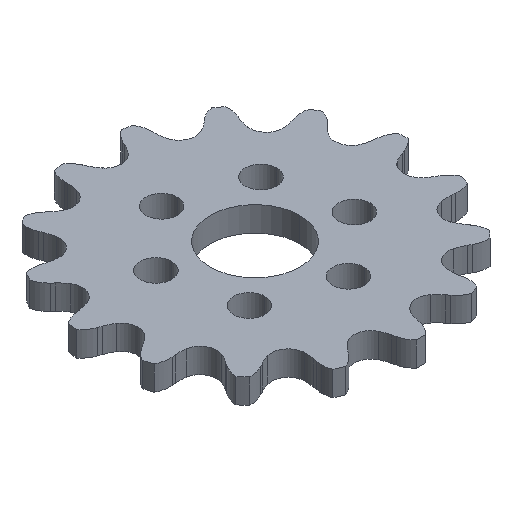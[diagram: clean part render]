
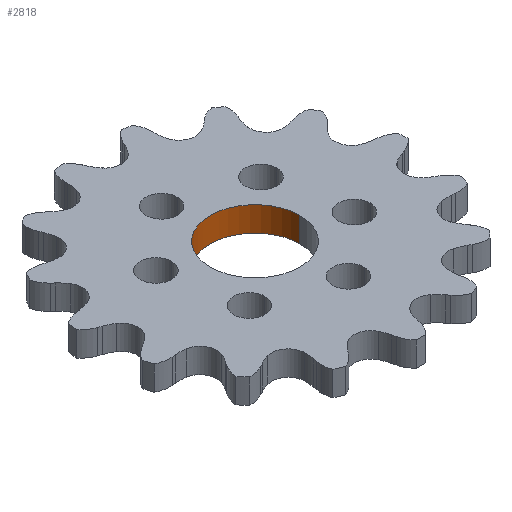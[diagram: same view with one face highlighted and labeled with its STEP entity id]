
A CAD part, isometric view. The second image highlights one B-rep face of the part: STEP entity #2818.
In plain terms, the highlighted cylindrical face has radius 4.55 mm (diameter 9.1 mm), a partial arc.
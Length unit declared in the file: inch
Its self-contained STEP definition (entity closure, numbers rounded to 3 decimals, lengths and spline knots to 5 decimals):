
#51 = EDGE_CURVE ( 'NONE', #4195, #1352, #1244, .T. ) ;
#102 = ORIENTED_EDGE ( 'NONE', *, *, #3616, .F. ) ;
#246 = DIRECTION ( 'NONE',  ( 0., 0., 1. ) ) ;
#272 = CARTESIAN_POINT ( 'NONE',  ( 0.17913, -0.60122, -0.05512 ) ) ;
#322 = VECTOR ( 'NONE', #3724, 39.37008 ) ;
#675 = ORIENTED_EDGE ( 'NONE', *, *, #4094, .T. ) ;
#1068 = CARTESIAN_POINT ( 'NONE',  ( 0., -0.60122, 0.04921 ) ) ;
#1213 = VERTEX_POINT ( 'NONE', #2072 ) ;
#1244 = CIRCLE ( 'NONE', #3296, 0.17913 ) ;
#1352 = VERTEX_POINT ( 'NONE', #1938 ) ;
#1407 = DIRECTION ( 'NONE',  ( 0., 0., 1. ) ) ;
#1630 = AXIS2_PLACEMENT_3D ( 'NONE', #2067, #1407, #4115 ) ;
#1791 = VERTEX_POINT ( 'NONE', #3575 ) ;
#1817 = DIRECTION ( 'NONE',  ( 1., 0., 0. ) ) ;
#1938 = CARTESIAN_POINT ( 'NONE',  ( 0.17913, -0.60122, 0.04921 ) ) ;
#2067 = CARTESIAN_POINT ( 'NONE',  ( 0., -0.60122, -0.05512 ) ) ;
#2072 = CARTESIAN_POINT ( 'NONE',  ( -0.17913, -0.60122, -0.04921 ) ) ;
#2109 = CARTESIAN_POINT ( 'NONE',  ( 0., -0.60122, -0.04921 ) ) ;
#2171 = DIRECTION ( 'NONE',  ( 0., 0., 1. ) ) ;
#2336 = LINE ( 'NONE', #3756, #322 ) ;
#2534 = LINE ( 'NONE', #272, #4904 ) ;
#2818 = ADVANCED_FACE ( 'NONE', ( #4116 ), #3598, .F. ) ;
#3296 = AXIS2_PLACEMENT_3D ( 'NONE', #1068, #3720, #1817 ) ;
#3389 = ORIENTED_EDGE ( 'NONE', *, *, #4772, .F. ) ;
#3426 = ORIENTED_EDGE ( 'NONE', *, *, #51, .F. ) ;
#3575 = CARTESIAN_POINT ( 'NONE',  ( 0.17913, -0.60122, -0.04921 ) ) ;
#3598 = CYLINDRICAL_SURFACE ( 'NONE', #1630, 0.17913 ) ;
#3616 = EDGE_CURVE ( 'NONE', #1791, #1213, #4481, .T. ) ;
#3686 = DIRECTION ( 'NONE',  ( -1., 0., 0. ) ) ;
#3720 = DIRECTION ( 'NONE',  ( 0., 0., -1. ) ) ;
#3724 = DIRECTION ( 'NONE',  ( 0., 0., 1. ) ) ;
#3756 = CARTESIAN_POINT ( 'NONE',  ( -0.17913, -0.60122, -0.05512 ) ) ;
#4094 = EDGE_CURVE ( 'NONE', #1791, #1352, #2534, .T. ) ;
#4115 = DIRECTION ( 'NONE',  ( 1., 0., 0. ) ) ;
#4116 = FACE_OUTER_BOUND ( 'NONE', #4266, .T. ) ;
#4157 = CARTESIAN_POINT ( 'NONE',  ( -0.17913, -0.60122, 0.04921 ) ) ;
#4195 = VERTEX_POINT ( 'NONE', #4157 ) ;
#4266 = EDGE_LOOP ( 'NONE', ( #3389, #102, #675, #3426 ) ) ;
#4481 = CIRCLE ( 'NONE', #4533, 0.17913 ) ;
#4533 = AXIS2_PLACEMENT_3D ( 'NONE', #2109, #246, #3686 ) ;
#4772 = EDGE_CURVE ( 'NONE', #1213, #4195, #2336, .T. ) ;
#4904 = VECTOR ( 'NONE', #2171, 39.37008 ) ;
